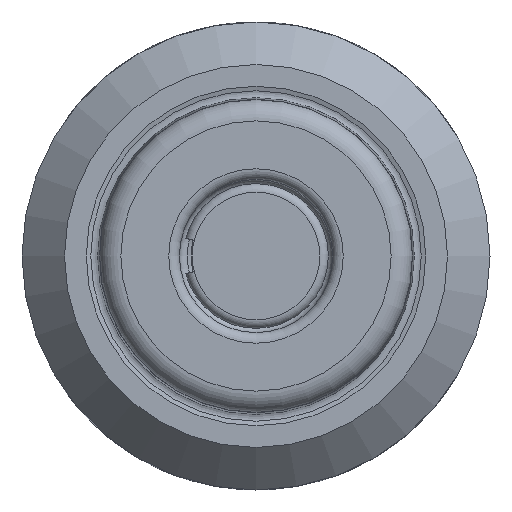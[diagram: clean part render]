
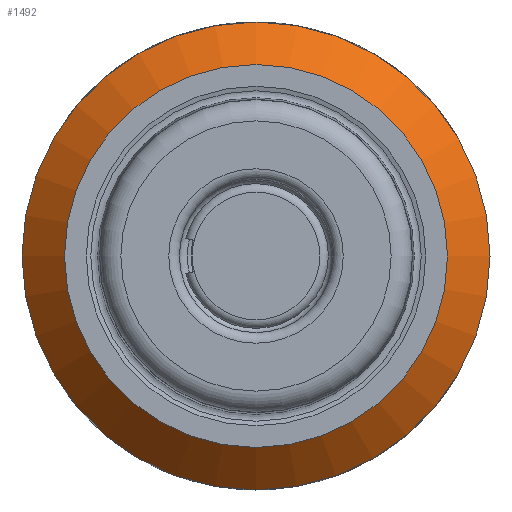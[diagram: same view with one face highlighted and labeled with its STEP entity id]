
A CAD part, left-side view. The second image highlights one B-rep face of the part: STEP entity #1492.
In plain terms, the highlighted conical face has half-angle 45 degrees and reference radius 9 mm.
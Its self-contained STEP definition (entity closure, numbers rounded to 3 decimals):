
#1492 = ADVANCED_FACE( '', ( #3030, #3031 ), #3032, .T. );
#3030 = FACE_OUTER_BOUND( '', #5483, .T. );
#3031 = FACE_BOUND( '', #5484, .T. );
#3032 = CONICAL_SURFACE( '', #5485, 9., 0.785 );
#5483 = EDGE_LOOP( '', ( #9595 ) );
#5484 = EDGE_LOOP( '', ( #9596 ) );
#5485 = AXIS2_PLACEMENT_3D( '', #9597, #9598, #9599 );
#9595 = ORIENTED_EDGE( '', *, *, #12211, .F. );
#9596 = ORIENTED_EDGE( '', *, *, #12533, .F. );
#9597 = CARTESIAN_POINT( '', ( -40., 0., 0. ) );
#9598 = DIRECTION( '', ( 1., 0., 0. ) );
#9599 = DIRECTION( '', ( 0., 0., -1. ) );
#12211 = EDGE_CURVE( '', #15091, #15091, #15092, .T. );
#12533 = EDGE_CURVE( '', #15493, #15493, #15494, .F. );
#15091 = VERTEX_POINT( '', #19987 );
#15092 = CIRCLE( '', #19988, 11. );
#15493 = VERTEX_POINT( '', #20734 );
#15494 = CIRCLE( '', #20735, 9. );
#19987 = CARTESIAN_POINT( '', ( -38., 0., -11. ) );
#19988 = AXIS2_PLACEMENT_3D( '', #22492, #22493, #22494 );
#20734 = CARTESIAN_POINT( '', ( -40., 0., -9. ) );
#20735 = AXIS2_PLACEMENT_3D( '', #22698, #22699, #22700 );
#22492 = CARTESIAN_POINT( '', ( -38., 0., 0. ) );
#22493 = DIRECTION( '', ( 1., 0., 0. ) );
#22494 = DIRECTION( '', ( 0., 0., -1. ) );
#22698 = CARTESIAN_POINT( '', ( -40., 0., 0. ) );
#22699 = DIRECTION( '', ( 1., 0., 0. ) );
#22700 = DIRECTION( '', ( 0., 0., -1. ) );
